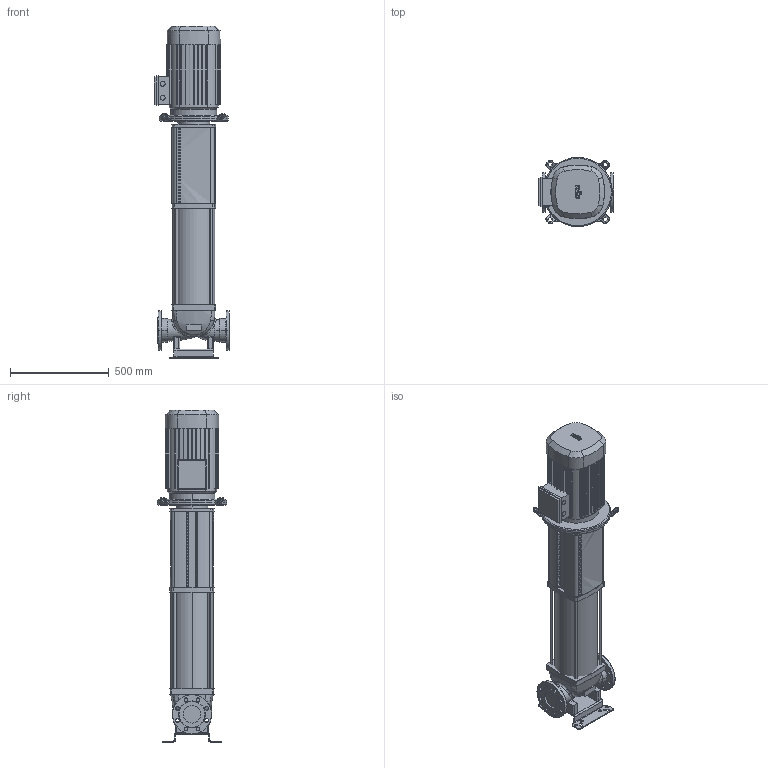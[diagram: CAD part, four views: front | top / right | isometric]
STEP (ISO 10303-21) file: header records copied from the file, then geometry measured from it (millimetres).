
FILE_DESCRIPTION((''),'2;1');
FILE_NAME('3d_HELIXV5206_2-2_16_V-4150916.stp','2016-08-24T09:24:13',(''),(''),'Mechanical Desktop 2009','Mechanical Desktop 2009',', , ');
FILE_SCHEMA(('CONFIG_CONTROL_DESIGN'));
Length unit declared in the file: millimetre
Products named in the file (1): Product
Bounding box: 382.5 x 350 x 1680.2 mm (x, y, z)
Volume: 64845366.6 mm3; surface area: 3180948.8 mm2
Topology: 18 solids, 18 shells, 1418 faces, 3887 edges, 2537 vertices
Faces by surface type: bspline 672, plane 445, cylinder 230, torus 39, cone 32
Entity records: 51984 total; most frequent: CARTESIAN_POINT 16632, ORIENTED_EDGE 7774, DIRECTION 6295, EDGE_CURVE 3887, VECTOR 2631, LINE 2631, VERTEX_POINT 2537, AXIS2_PLACEMENT_3D 1832
